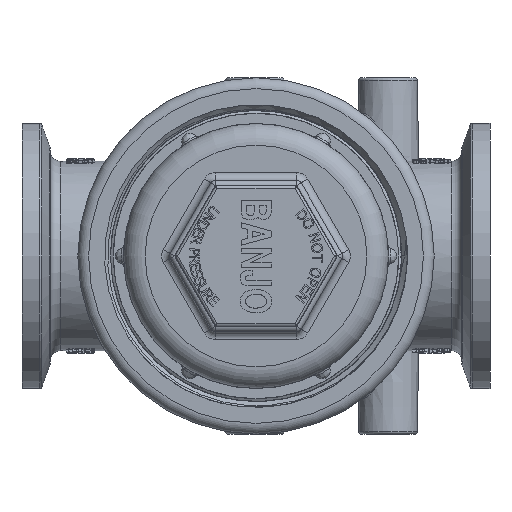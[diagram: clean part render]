
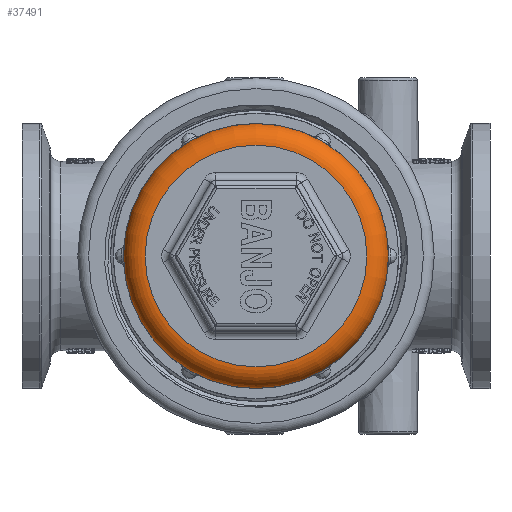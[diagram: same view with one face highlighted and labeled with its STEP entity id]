
A CAD part, front view. The second image highlights one B-rep face of the part: STEP entity #37491.
In plain terms, the highlighted toroidal (fillet/blend) face has major radius 32.544 mm and minor radius 6.35 mm.
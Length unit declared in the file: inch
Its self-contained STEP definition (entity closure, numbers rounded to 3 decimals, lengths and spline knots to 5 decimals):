
#187=TOROIDAL_SURFACE('',#40388,1.28125,0.25);
#3511=FACE_OUTER_BOUND('',#5746,.T.);
#5746=EDGE_LOOP('',(#30845,#30846,#30847,#30848,#30849,#30850,#30851));
#9061=CIRCLE('',#40252,1.28125);
#9062=CIRCLE('',#40253,1.28125);
#9124=CIRCLE('',#40360,1.53125);
#9125=CIRCLE('',#40361,1.53125);
#9126=CIRCLE('',#40362,1.53125);
#9140=CIRCLE('',#40389,0.25);
#17199=VERTEX_POINT('',#107638);
#17200=VERTEX_POINT('',#107639);
#17263=VERTEX_POINT('',#109672);
#17264=VERTEX_POINT('',#109674);
#17265=VERTEX_POINT('',#109676);
#21926=EDGE_CURVE('',#17199,#17200,#9061,.T.);
#21927=EDGE_CURVE('',#17200,#17199,#9062,.T.);
#22048=EDGE_CURVE('',#17263,#17264,#9124,.T.);
#22049=EDGE_CURVE('',#17264,#17265,#9125,.T.);
#22050=EDGE_CURVE('',#17265,#17263,#9126,.T.);
#22101=EDGE_CURVE('',#17264,#17200,#9140,.T.);
#30845=ORIENTED_EDGE('',*,*,#22050,.F.);
#30846=ORIENTED_EDGE('',*,*,#22049,.F.);
#30847=ORIENTED_EDGE('',*,*,#22101,.T.);
#30848=ORIENTED_EDGE('',*,*,#21927,.T.);
#30849=ORIENTED_EDGE('',*,*,#21926,.T.);
#30850=ORIENTED_EDGE('',*,*,#22101,.F.);
#30851=ORIENTED_EDGE('',*,*,#22048,.F.);
#37491=ADVANCED_FACE('',(#3511),#187,.T.);
#40252=AXIS2_PLACEMENT_3D('',#107640,#45661,#45662);
#40253=AXIS2_PLACEMENT_3D('',#107641,#45663,#45664);
#40360=AXIS2_PLACEMENT_3D('',#109675,#45919,#45920);
#40361=AXIS2_PLACEMENT_3D('',#109677,#45921,#45922);
#40362=AXIS2_PLACEMENT_3D('',#109678,#45923,#45924);
#40388=AXIS2_PLACEMENT_3D('',#112579,#45980,#45981);
#40389=AXIS2_PLACEMENT_3D('',#112580,#45982,#45983);
#45661=DIRECTION('center_axis',(0.,1.,0.));
#45662=DIRECTION('ref_axis',(-1.,0.,0.));
#45663=DIRECTION('center_axis',(0.,1.,0.));
#45664=DIRECTION('ref_axis',(-1.,0.,0.));
#45919=DIRECTION('center_axis',(0.,1.,0.));
#45920=DIRECTION('ref_axis',(-1.,0.,0.));
#45921=DIRECTION('center_axis',(0.,1.,0.));
#45922=DIRECTION('ref_axis',(-1.,0.,0.));
#45923=DIRECTION('center_axis',(0.,1.,0.));
#45924=DIRECTION('ref_axis',(-1.,0.,0.));
#45980=DIRECTION('center_axis',(0.,1.,0.));
#45981=DIRECTION('ref_axis',(0.,0.,1.));
#45982=DIRECTION('center_axis',(-1.,0.,0.));
#45983=DIRECTION('ref_axis',(0.,0.,-1.));
#107638=CARTESIAN_POINT('',(-1.28125,-6.785,0.));
#107639=CARTESIAN_POINT('',(0.,-6.785,-1.28125));
#107640=CARTESIAN_POINT('Origin',(0.,-6.785,0.));
#107641=CARTESIAN_POINT('Origin',(0.,-6.785,0.));
#109672=CARTESIAN_POINT('',(1.53125,-6.535,0.));
#109674=CARTESIAN_POINT('',(0.,-6.535,-1.53125));
#109675=CARTESIAN_POINT('Origin',(0.,-6.535,0.));
#109676=CARTESIAN_POINT('',(-1.53125,-6.535,0.));
#109677=CARTESIAN_POINT('Origin',(0.,-6.535,0.));
#109678=CARTESIAN_POINT('Origin',(0.,-6.535,0.));
#112579=CARTESIAN_POINT('Origin',(0.,-6.535,0.));
#112580=CARTESIAN_POINT('Origin',(0.,-6.535,-1.28125));
